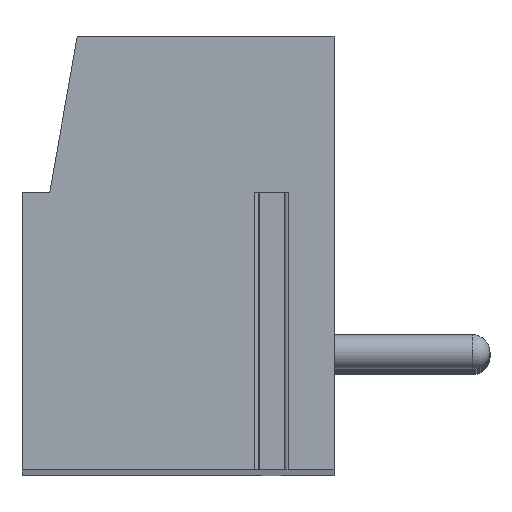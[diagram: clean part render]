
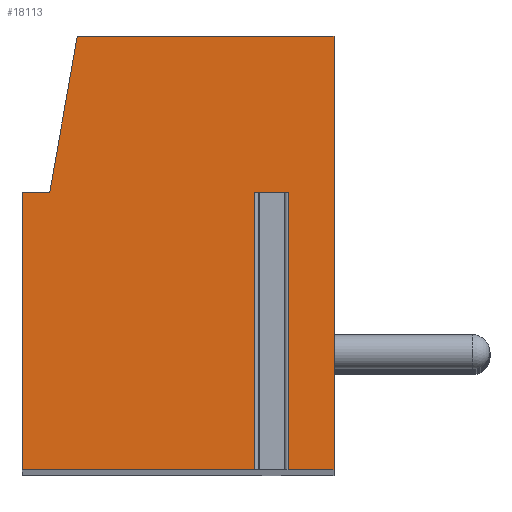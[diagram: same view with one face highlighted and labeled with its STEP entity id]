
A CAD part, top view. The second image highlights one B-rep face of the part: STEP entity #18113.
In plain terms, the highlighted planar face has unit normal (0, 0, 1).
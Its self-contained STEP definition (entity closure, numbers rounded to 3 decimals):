
#13=DIRECTION('',(-1.,0.,0.));
#14=VECTOR('',#13,0.958);
#15=CARTESIAN_POINT('',(3.179,1.75,92.5));
#16=LINE('',#15,#14);
#17=DIRECTION('',(0.,-1.,0.));
#18=VECTOR('',#17,8.);
#19=CARTESIAN_POINT('',(2.221,1.75,92.5));
#20=LINE('',#19,#18);
#21=DIRECTION('',(1.,0.,0.));
#22=VECTOR('',#21,6.721);
#23=CARTESIAN_POINT('',(-4.5,-6.25,92.5));
#24=LINE('',#23,#22);
#25=DIRECTION('',(0.,-1.,0.));
#26=VECTOR('',#25,8.);
#27=CARTESIAN_POINT('',(-4.5,1.75,92.5));
#28=LINE('',#27,#26);
#29=DIRECTION('',(-1.,0.,0.));
#30=VECTOR('',#29,0.8);
#31=CARTESIAN_POINT('',(-3.7,1.75,92.5));
#32=LINE('',#31,#30);
#33=DIRECTION('',(-0.174,-0.985,0.));
#34=VECTOR('',#33,4.569);
#35=CARTESIAN_POINT('',(-2.907,6.25,92.5));
#36=LINE('',#35,#34);
#37=DIRECTION('',(-1.,0.,0.));
#38=VECTOR('',#37,7.407);
#39=CARTESIAN_POINT('',(4.5,6.25,92.5));
#40=LINE('',#39,#38);
#41=DIRECTION('',(0.,1.,0.));
#42=VECTOR('',#41,12.5);
#43=CARTESIAN_POINT('',(4.5,-6.25,92.5));
#44=LINE('',#43,#42);
#45=DIRECTION('',(1.,0.,0.));
#46=VECTOR('',#45,1.321);
#47=CARTESIAN_POINT('',(3.179,-6.25,92.5));
#48=LINE('',#47,#46);
#49=DIRECTION('',(0.,-1.,0.));
#50=VECTOR('',#49,8.);
#51=CARTESIAN_POINT('',(3.179,1.75,92.5));
#52=LINE('',#51,#50);
#14318=CARTESIAN_POINT('',(-2.907,6.25,92.5));
#14319=CARTESIAN_POINT('',(-3.7,1.75,92.5));
#14320=VERTEX_POINT('',#14318);
#14321=VERTEX_POINT('',#14319);
#14322=CARTESIAN_POINT('',(-4.5,1.75,92.5));
#14323=VERTEX_POINT('',#14322);
#14324=CARTESIAN_POINT('',(-4.5,-6.25,92.5));
#14325=VERTEX_POINT('',#14324);
#14326=CARTESIAN_POINT('',(4.5,-6.25,92.5));
#14327=CARTESIAN_POINT('',(4.5,6.25,92.5));
#14328=VERTEX_POINT('',#14326);
#14329=VERTEX_POINT('',#14327);
#14386=CARTESIAN_POINT('',(3.179,1.75,92.5));
#14387=CARTESIAN_POINT('',(2.221,1.75,92.5));
#14388=VERTEX_POINT('',#14386);
#14389=VERTEX_POINT('',#14387);
#14390=CARTESIAN_POINT('',(3.179,-6.25,92.5));
#14391=VERTEX_POINT('',#14390);
#14392=CARTESIAN_POINT('',(2.221,-6.25,92.5));
#14393=VERTEX_POINT('',#14392);
#18086=CARTESIAN_POINT('',(0.,0.,92.5));
#18087=DIRECTION('',(0.,0.,1.));
#18088=DIRECTION('',(1.,0.,0.));
#18089=AXIS2_PLACEMENT_3D('',#18086,#18087,#18088);
#18090=PLANE('',#18089);
#18092=ORIENTED_EDGE('',*,*,#18091,.T.);
#18094=ORIENTED_EDGE('',*,*,#18093,.T.);
#18096=ORIENTED_EDGE('',*,*,#18095,.F.);
#18098=ORIENTED_EDGE('',*,*,#18097,.F.);
#18100=ORIENTED_EDGE('',*,*,#18099,.F.);
#18102=ORIENTED_EDGE('',*,*,#18101,.F.);
#18104=ORIENTED_EDGE('',*,*,#18103,.F.);
#18106=ORIENTED_EDGE('',*,*,#18105,.F.);
#18108=ORIENTED_EDGE('',*,*,#18107,.F.);
#18110=ORIENTED_EDGE('',*,*,#18109,.F.);
#18111=EDGE_LOOP('',(#18092,#18094,#18096,#18098,#18100,#18102,#18104,#18106,
#18108,#18110));
#18112=FACE_OUTER_BOUND('',#18111,.F.);
#18091=EDGE_CURVE('',#14388,#14389,#16,.T.);
#18093=EDGE_CURVE('',#14389,#14393,#20,.T.);
#18095=EDGE_CURVE('',#14325,#14393,#24,.T.);
#18097=EDGE_CURVE('',#14323,#14325,#28,.T.);
#18099=EDGE_CURVE('',#14321,#14323,#32,.T.);
#18101=EDGE_CURVE('',#14320,#14321,#36,.T.);
#18103=EDGE_CURVE('',#14329,#14320,#40,.T.);
#18105=EDGE_CURVE('',#14328,#14329,#44,.T.);
#18107=EDGE_CURVE('',#14391,#14328,#48,.T.);
#18109=EDGE_CURVE('',#14388,#14391,#52,.T.);
#18113=ADVANCED_FACE('',(#18112),#18090,.T.);
